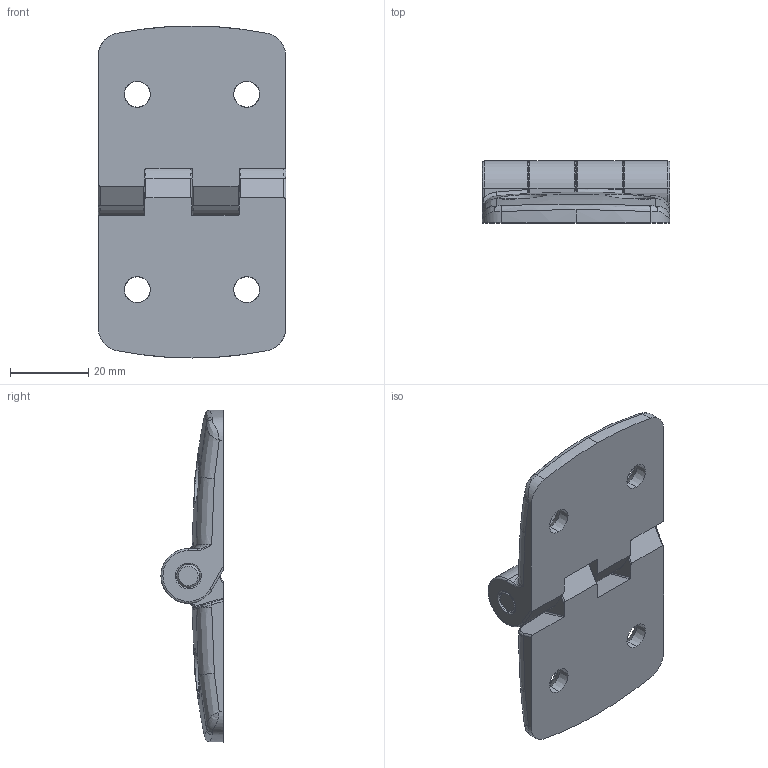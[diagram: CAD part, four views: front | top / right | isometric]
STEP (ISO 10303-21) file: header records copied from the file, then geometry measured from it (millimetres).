
FILE_DESCRIPTION (( 'STEP AP214' ), '1' );
FILE_NAME ('6221724', '2019-01-28T17:00:19', ( '' ), ('JUGARD+KÜNSTNER GmbH'), 'SwSTEP 2.0', 'SolidWorks 2017', '' );
FILE_SCHEMA (( 'AUTOMOTIVE_DESIGN' ));
Length unit declared in the file: millimetre
Products named in the file (3): Part2; 6221724; Part3
Assembly tree (3 placements, depth 2):
  6221724
    Part2  x2
    Part3
Bounding box: 48 x 15.9 x 85 mm (x, y, z)
Volume: 27951.7 mm3; surface area: 13115.9 mm2
Topology: 3 solids, 3 shells, 187 faces, 472 edges, 276 vertices
Faces by surface type: bspline 84, cylinder 56, plane 27, cone 20
Entity records: 5700 total; most frequent: CARTESIAN_POINT 2479, ORIENTED_EDGE 482, DIRECTION 356, EDGE_CURVE 241, VERTEX_POINT 145, AXIS2_PLACEMENT_3D 144, UNCERTAINTY_MEASURE_WITH_UNIT 106, EDGE_LOOP 106
